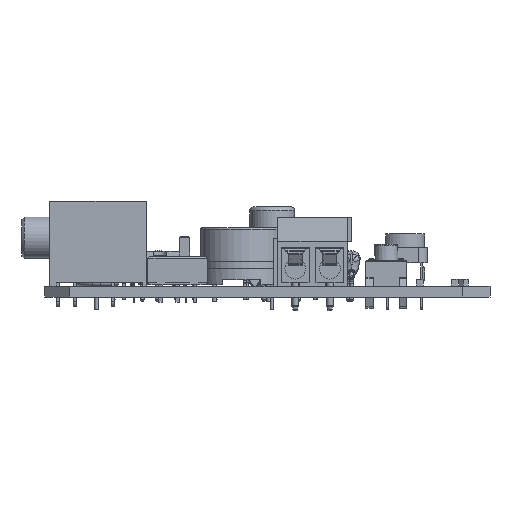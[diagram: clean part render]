
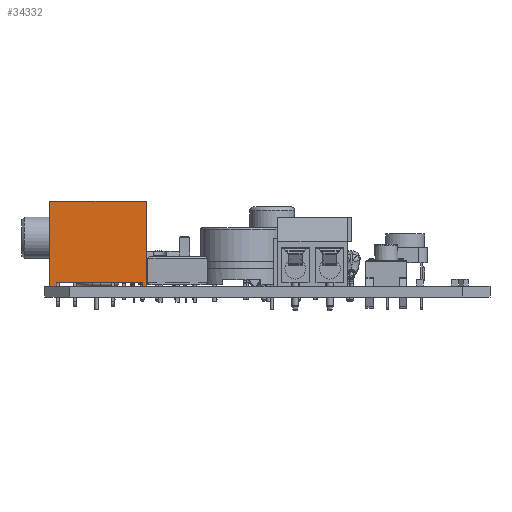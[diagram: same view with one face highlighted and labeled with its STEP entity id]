
A CAD part, left-side view. The second image highlights one B-rep face of the part: STEP entity #34332.
In plain terms, the highlighted face is planar.
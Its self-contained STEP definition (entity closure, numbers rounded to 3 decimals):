
#1977=PLANE('',#37294);
#3500=FACE_OUTER_BOUND('',#5711,.T.);
#5711=EDGE_LOOP('',(#25869,#25870,#25871,#25872,#25873,#25874,#25875,#25876));
#8149=LINE('',#55772,#11122);
#8153=LINE('',#55780,#11126);
#8157=LINE('',#55789,#11130);
#8163=LINE('',#55803,#11136);
#8164=LINE('',#55805,#11137);
#8165=LINE('',#55807,#11138);
#8166=LINE('',#55808,#11139);
#8167=LINE('',#55809,#11140);
#11122=VECTOR('',#42910,10.);
#11126=VECTOR('',#42916,10.);
#11130=VECTOR('',#42924,10.);
#11136=VECTOR('',#42934,10.);
#11137=VECTOR('',#42935,10.);
#11138=VECTOR('',#42936,10.);
#11139=VECTOR('',#42937,10.);
#11140=VECTOR('',#42938,10.);
#15447=VERTEX_POINT('',#55769);
#15448=VERTEX_POINT('',#55771);
#15451=VERTEX_POINT('',#55778);
#15453=VERTEX_POINT('',#55785);
#15459=VERTEX_POINT('',#55801);
#15460=VERTEX_POINT('',#55802);
#15461=VERTEX_POINT('',#55804);
#15462=VERTEX_POINT('',#55806);
#19282=EDGE_CURVE('',#15447,#15448,#8149,.T.);
#19286=EDGE_CURVE('',#15451,#15447,#8153,.T.);
#19291=EDGE_CURVE('',#15453,#15448,#8157,.T.);
#19297=EDGE_CURVE('',#15459,#15460,#8163,.T.);
#19298=EDGE_CURVE('',#15460,#15461,#8164,.T.);
#19299=EDGE_CURVE('',#15461,#15462,#8165,.T.);
#19300=EDGE_CURVE('',#15462,#15453,#8166,.T.);
#19301=EDGE_CURVE('',#15451,#15459,#8167,.T.);
#25869=ORIENTED_EDGE('',*,*,#19297,.T.);
#25870=ORIENTED_EDGE('',*,*,#19298,.T.);
#25871=ORIENTED_EDGE('',*,*,#19299,.T.);
#25872=ORIENTED_EDGE('',*,*,#19300,.T.);
#25873=ORIENTED_EDGE('',*,*,#19291,.T.);
#25874=ORIENTED_EDGE('',*,*,#19282,.F.);
#25875=ORIENTED_EDGE('',*,*,#19286,.F.);
#25876=ORIENTED_EDGE('',*,*,#19301,.T.);
#34332=ADVANCED_FACE('',(#3500),#1977,.T.);
#37294=AXIS2_PLACEMENT_3D('',#55800,#42932,#42933);
#42910=DIRECTION('',(1.,0.,0.));
#42916=DIRECTION('',(0.,0.,1.));
#42924=DIRECTION('',(0.,0.,1.));
#42932=DIRECTION('center_axis',(0.,-1.,0.));
#42933=DIRECTION('ref_axis',(1.,0.,0.));
#42934=DIRECTION('',(0.,0.,1.));
#42935=DIRECTION('',(1.,0.,0.));
#42936=DIRECTION('',(0.,0.,-1.));
#42937=DIRECTION('',(1.,0.,0.));
#42938=DIRECTION('',(1.,0.,0.));
#55769=CARTESIAN_POINT('',(-1.209,-4.1,12.3));
#55771=CARTESIAN_POINT('',(12.791,-4.1,12.3));
#55772=CARTESIAN_POINT('',(-1.209,-4.1,12.3));
#55778=CARTESIAN_POINT('',(-1.209,-4.1,0.));
#55780=CARTESIAN_POINT('',(-1.209,-4.1,0.));
#55785=CARTESIAN_POINT('',(12.791,-4.1,0.));
#55789=CARTESIAN_POINT('',(12.791,-4.1,0.));
#55800=CARTESIAN_POINT('Origin',(-1.209,-4.1,0.));
#55801=CARTESIAN_POINT('',(-0.209,-4.1,0.));
#55802=CARTESIAN_POINT('',(-0.209,-4.1,0.5));
#55803=CARTESIAN_POINT('',(-0.209,-4.1,0.));
#55804=CARTESIAN_POINT('',(12.291,-4.1,0.5));
#55805=CARTESIAN_POINT('',(2.416,-4.1,0.5));
#55806=CARTESIAN_POINT('',(12.291,-4.1,0.));
#55807=CARTESIAN_POINT('',(12.291,-4.1,0.));
#55808=CARTESIAN_POINT('',(-1.209,-4.1,0.));
#55809=CARTESIAN_POINT('',(-1.209,-4.1,0.));
